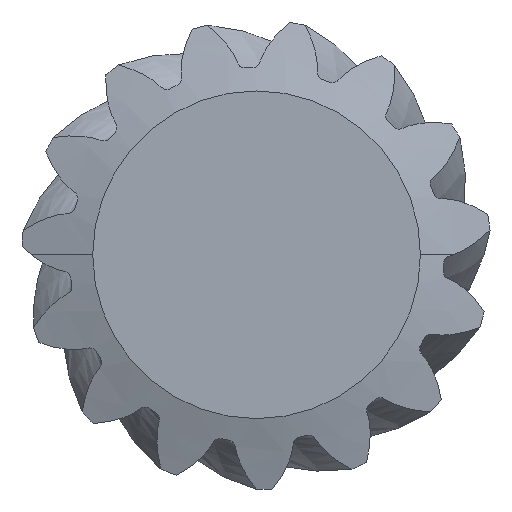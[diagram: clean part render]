
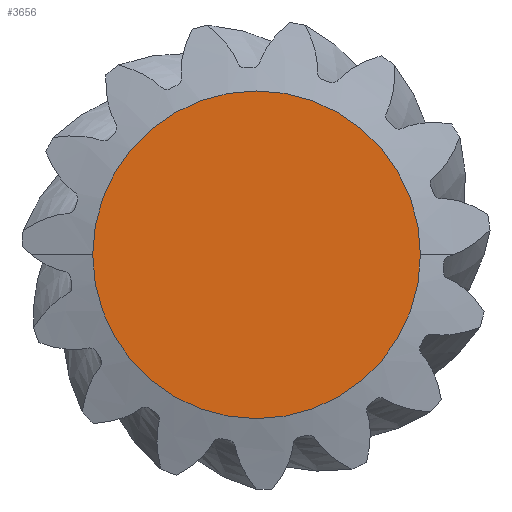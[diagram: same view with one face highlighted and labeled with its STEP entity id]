
A CAD part, top view. The second image highlights one B-rep face of the part: STEP entity #3656.
In plain terms, the highlighted planar face has unit normal (0, 0, 1).
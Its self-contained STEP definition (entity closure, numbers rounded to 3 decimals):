
#1569=CARTESIAN_POINT('',(0.,0.,70.928));
#1570=DIRECTION('',(0.,0.,1.));
#1571=DIRECTION('',(1.,0.,0.));
#1572=AXIS2_PLACEMENT_3D('',#1569,#1570,#1571);
#1574=CARTESIAN_POINT('',(0.,0.,70.928));
#1575=DIRECTION('',(0.,0.,1.));
#1576=DIRECTION('',(-1.,0.,0.));
#1577=AXIS2_PLACEMENT_3D('',#1574,#1575,#1576);
#2638=CARTESIAN_POINT('',(-18.491,0.,70.928));
#2640=VERTEX_POINT('',#2638);
#2642=CARTESIAN_POINT('',(18.491,0.,70.928));
#2644=VERTEX_POINT('',#2642);
#3646=CARTESIAN_POINT('',(-18.491,0.,70.928));
#3647=DIRECTION('',(0.,0.,-1.));
#3648=DIRECTION('',(-1.,0.,0.));
#3649=AXIS2_PLACEMENT_3D('',#3646,#3647,#3648);
#3650=PLANE('',#3649);
#3651=ORIENTED_EDGE('',*,*,#3599,.F.);
#3653=ORIENTED_EDGE('',*,*,#3652,.F.);
#3654=EDGE_LOOP('',(#3651,#3653));
#3655=FACE_OUTER_BOUND('',#3654,.F.);
#3656=ADVANCED_FACE('',(#3655),#3650,.F.);
#1573=CIRCLE('',#1572,18.491);
#1578=CIRCLE('',#1577,18.491);
#3599=EDGE_CURVE('',#2644,#2640,#1573,.T.);
#3652=EDGE_CURVE('',#2640,#2644,#1578,.T.);
